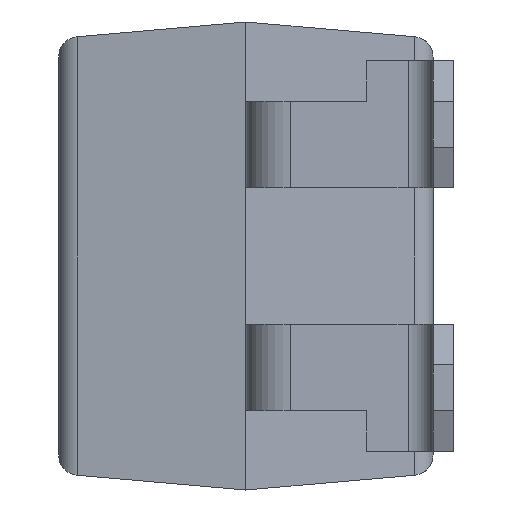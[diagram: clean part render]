
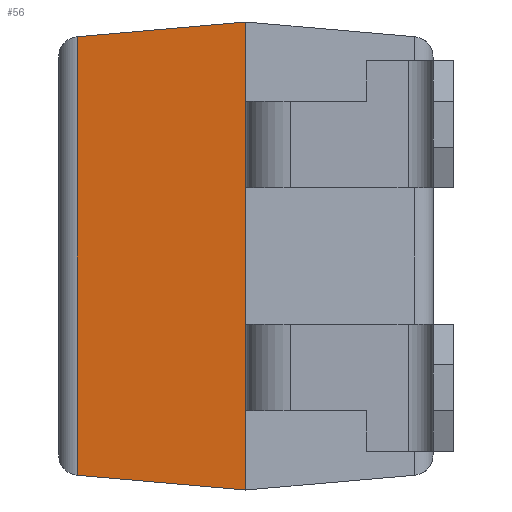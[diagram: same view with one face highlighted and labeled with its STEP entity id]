
A CAD part, left-side view. The second image highlights one B-rep face of the part: STEP entity #56.
In plain terms, the highlighted planar face has unit normal (-0.996, 0.087, 0).
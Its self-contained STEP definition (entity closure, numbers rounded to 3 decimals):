
#20 = EDGE_CURVE ( 'NONE', #2674, #2302, #2309, .T. ) ;
#31 = CARTESIAN_POINT ( 'NONE',  ( -3.105, 1.657, -2.139 ) ) ;
#56 = ADVANCED_FACE ( 'NONE', ( #1718 ), #510, .T. ) ;
#76 = CARTESIAN_POINT ( 'NONE',  ( -3.201, 0.56, 2.251 ) ) ;
#132 = AXIS2_PLACEMENT_3D ( 'NONE', #2083, #1217, #2098 ) ;
#143 = VERTEX_POINT ( 'NONE', #355 ) ;
#177 = ORIENTED_EDGE ( 'NONE', *, *, #362, .T. ) ;
#259 = ORIENTED_EDGE ( 'NONE', *, *, #20, .T. ) ;
#330 = LINE ( 'NONE', #1733, #1918 ) ;
#355 = CARTESIAN_POINT ( 'NONE',  ( -3.25, 0., -2.3 ) ) ;
#362 = EDGE_CURVE ( 'NONE', #143, #2234, #2566, .T. ) ;
#419 = CARTESIAN_POINT ( 'NONE',  ( -3.25, 0., 2.3 ) ) ;
#470 = VECTOR ( 'NONE', #535, 1000. ) ;
#510 = PLANE ( 'NONE',  #132 ) ;
#535 = DIRECTION ( 'NONE',  ( -0.087, -0.992, 0.087 ) ) ;
#570 = CARTESIAN_POINT ( 'NONE',  ( -3.105, 1.657, 2.155 ) ) ;
#641 = CARTESIAN_POINT ( 'NONE',  ( -3.25, 0., 2.3 ) ) ;
#701 = CARTESIAN_POINT ( 'NONE',  ( -3.105, 1.657, -2.155 ) ) ;
#939 = EDGE_CURVE ( 'NONE', #2674, #2234, #2341, .T. ) ;
#1010 = EDGE_CURVE ( 'NONE', #2302, #143, #330, .T. ) ;
#1150 = ORIENTED_EDGE ( 'NONE', *, *, #1010, .T. ) ;
#1217 = DIRECTION ( 'NONE',  ( -0.996, 0.087, 0. ) ) ;
#1718 = FACE_OUTER_BOUND ( 'NONE', #2089, .T. ) ;
#1733 = CARTESIAN_POINT ( 'NONE',  ( -3.215, 0.396, -2.265 ) ) ;
#1918 = VECTOR ( 'NONE', #2151, 1000. ) ;
#1973 = ORIENTED_EDGE ( 'NONE', *, *, #939, .F. ) ;
#2022 = DIRECTION ( 'NONE',  ( 0., 0., 1. ) ) ;
#2083 = CARTESIAN_POINT ( 'NONE',  ( -3.25, 0., 2.3 ) ) ;
#2089 = EDGE_LOOP ( 'NONE', ( #1973, #259, #1150, #177 ) ) ;
#2098 = DIRECTION ( 'NONE',  ( -0.087, -0.996, 0. ) ) ;
#2151 = DIRECTION ( 'NONE',  ( -0.087, -0.992, -0.087 ) ) ;
#2234 = VERTEX_POINT ( 'NONE', #641 ) ;
#2295 = DIRECTION ( 'NONE',  ( 0., 0., -1. ) ) ;
#2302 = VERTEX_POINT ( 'NONE', #701 ) ;
#2309 = LINE ( 'NONE', #31, #2871 ) ;
#2341 = LINE ( 'NONE', #76, #470 ) ;
#2401 = VECTOR ( 'NONE', #2022, 1000. ) ;
#2566 = LINE ( 'NONE', #419, #2401 ) ;
#2674 = VERTEX_POINT ( 'NONE', #570 ) ;
#2871 = VECTOR ( 'NONE', #2295, 1000. ) ;
